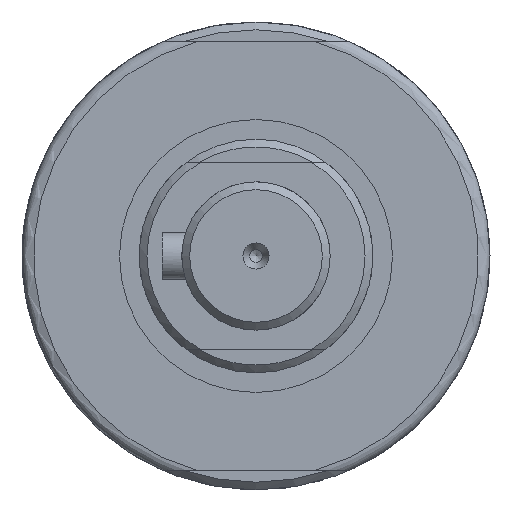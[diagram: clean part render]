
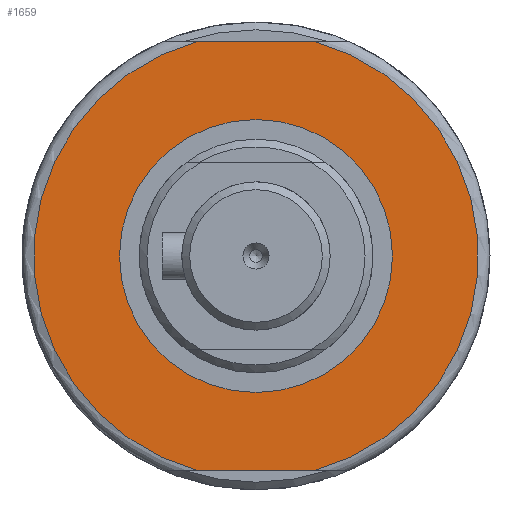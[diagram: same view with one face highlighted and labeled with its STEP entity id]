
A CAD part, left-side view. The second image highlights one B-rep face of the part: STEP entity #1659.
In plain terms, the highlighted planar face has unit normal (-1, 0, 0).
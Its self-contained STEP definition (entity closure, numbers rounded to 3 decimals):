
#1388=CARTESIAN_POINT('',(-158.001,17.5,0.));
#1389=VERTEX_POINT('',#1388);
#1390=CARTESIAN_POINT('',(-158.001,0.,0.));
#1391=DIRECTION('',(1.0,0.,0.));
#1392=DIRECTION('',(0.,1.0,0.));
#1393=AXIS2_PLACEMENT_3D('',#1390,#1391,#1392);
#1394=CIRCLE('',#1393,17.5);
#1395=EDGE_CURVE('',#1389,#1389,#1394,.T.);
#1482=CARTESIAN_POINT('',(-158.001,-7.483,27.5));
#1483=VERTEX_POINT('',#1482);
#1509=CARTESIAN_POINT('',(-158.001,-7.483,-27.5));
#1510=VERTEX_POINT('',#1509);
#1511=CARTESIAN_POINT('',(-158.001,0.,0.));
#1512=DIRECTION('',(1.0,0.,0.));
#1513=DIRECTION('',(0.,1.0,0.));
#1514=AXIS2_PLACEMENT_3D('',#1511,#1512,#1513);
#1515=CIRCLE('',#1514,28.5);
#1516=EDGE_CURVE('',#1483,#1510,#1515,.T.);
#1560=CARTESIAN_POINT('',(-158.001,7.483,27.5));
#1561=VERTEX_POINT('',#1560);
#1598=CARTESIAN_POINT('',(-158.001,7.483,-27.5));
#1599=VERTEX_POINT('',#1598);
#1625=CARTESIAN_POINT('',(-158.001,0.,0.));
#1626=DIRECTION('',(1.0,0.,0.));
#1627=DIRECTION('',(0.,1.0,0.));
#1628=AXIS2_PLACEMENT_3D('',#1625,#1626,#1627);
#1629=CIRCLE('',#1628,28.5);
#1630=EDGE_CURVE('',#1599,#1561,#1629,.T.);
#1635=CARTESIAN_POINT('',(-158.001,23.,0.));
#1636=DIRECTION('',(-1.0,0.,0.));
#1637=DIRECTION('',(0.0,0.0,1.0));
#1638=AXIS2_PLACEMENT_3D('',#1635,#1636,#1637);
#1639=PLANE('',#1638);
#1640=CARTESIAN_POINT('',(-158.001,-7.483,27.5));
#1641=DIRECTION('',(0.,1.0,0.0));
#1642=VECTOR('',#1641,14.967);
#1643=LINE('',#1640,#1642);
#1644=EDGE_CURVE('',#1483,#1561,#1643,.T.);
#1645=ORIENTED_EDGE('',*,*,#1644,.T.);
#1646=ORIENTED_EDGE('',*,*,#1630,.F.);
#1647=CARTESIAN_POINT('',(-158.001,7.483,-27.5));
#1648=DIRECTION('',(0.,-1.0,0.0));
#1649=VECTOR('',#1648,14.967);
#1650=LINE('',#1647,#1649);
#1651=EDGE_CURVE('',#1599,#1510,#1650,.T.);
#1652=ORIENTED_EDGE('',*,*,#1651,.T.);
#1653=ORIENTED_EDGE('',*,*,#1516,.F.);
#1654=EDGE_LOOP('',(#1645,#1646,#1652,#1653));
#1655=FACE_OUTER_BOUND('',#1654,.T.);
#1656=ORIENTED_EDGE('',*,*,#1395,.T.);
#1657=EDGE_LOOP('',(#1656));
#1658=FACE_BOUND('',#1657,.T.);
#1659=ADVANCED_FACE('',(#1655,#1658),#1639,.T.);
